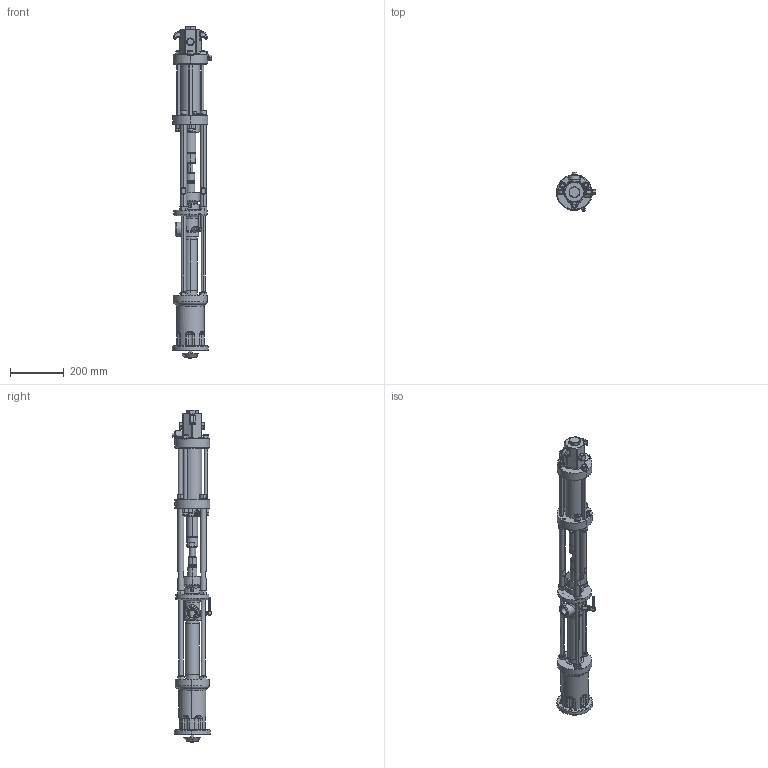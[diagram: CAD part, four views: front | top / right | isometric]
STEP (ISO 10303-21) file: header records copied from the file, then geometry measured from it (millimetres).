
FILE_DESCRIPTION((''),'2;1');
FILE_NAME('99786683_SW0005','2017-07-11T',('irgbqd'),(''),'PRO/ENGINEER BY PARAMETRIC TECHNOLOGY CORPORATION, 2016360','PRO/ENGINEER BY PARAMETRIC TECHNOLOGY CORPORATION, 2016360','');
FILE_SCHEMA(('CONFIG_CONTROL_DESIGN'));
Products named in the file (1): 99786683_SW0005
Bounding box: 145.35 x 145.98 x 1233.91 mm (x, y, z)
Volume: 5472276.2 mm3; surface area: 690796.4 mm2
Topology: 3 solids, 6 shells, 1607 faces, 3942 edges, 2430 vertices
Faces by surface type: cylinder 505, plane 479, cone 303, bspline 146, torus 124, extrusion 32, sphere 18
Entity records: 86378 total; most frequent: CARTESIAN_POINT 49820, ORIENTED_EDGE 7818, DIRECTION 7391, EDGE_CURVE 3909, AXIS2_PLACEMENT_3D 3024, VERTEX_POINT 2430, EDGE_LOOP 1785, FACE_OUTER_BOUND 1607
